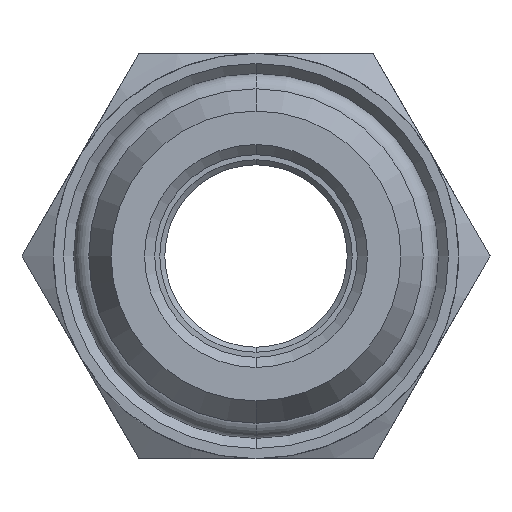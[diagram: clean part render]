
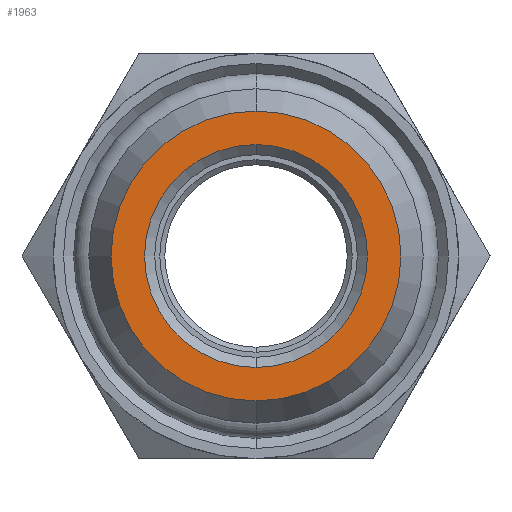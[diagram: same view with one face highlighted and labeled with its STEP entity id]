
A CAD part, front view. The second image highlights one B-rep face of the part: STEP entity #1963.
In plain terms, the highlighted planar face has unit normal (0, -1, 0).
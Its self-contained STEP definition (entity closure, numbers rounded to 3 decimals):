
#70=FACE_BOUND('',#1504,.F.);
#84=PLANE('',#4572);
#1417=FACE_OUTER_BOUND('',#1505,.F.);
#1504=EDGE_LOOP('',(#1659,#1660));
#1505=EDGE_LOOP('',(#1661,#1662));
#1659=ORIENTED_EDGE('',*,*,#2584,.T.);
#1660=ORIENTED_EDGE('',*,*,#2583,.T.);
#1661=ORIENTED_EDGE('',*,*,#2582,.F.);
#1662=ORIENTED_EDGE('',*,*,#2581,.F.);
#1963=ADVANCED_FACE('',(#70,#1417),#84,.T.);
#2107=CIRCLE('',#4568,7.15);
#2108=CIRCLE('',#4569,7.15);
#2109=CIRCLE('',#4570,5.5);
#2110=CIRCLE('',#4571,5.5);
#2581=EDGE_CURVE('',#2954,#2953,#2107,.T.);
#2582=EDGE_CURVE('',#2953,#2954,#2108,.T.);
#2583=EDGE_CURVE('',#2952,#2951,#2109,.T.);
#2584=EDGE_CURVE('',#2951,#2952,#2110,.T.);
#2951=VERTEX_POINT('',#6385);
#2952=VERTEX_POINT('',#6386);
#2953=VERTEX_POINT('',#6387);
#2954=VERTEX_POINT('',#6388);
#4568=AXIS2_PLACEMENT_3D('',#6389,#5269,#5270);
#4569=AXIS2_PLACEMENT_3D('',#6390,#5271,#5272);
#4570=AXIS2_PLACEMENT_3D('',#6391,#5273,#5274);
#4571=AXIS2_PLACEMENT_3D('',#6392,#5275,#5276);
#4572=AXIS2_PLACEMENT_3D('',#6393,#5277,#5278);
#5269=DIRECTION('',(0.,-1.,0.));
#5270=DIRECTION('',(0.,0.,1.));
#5271=DIRECTION('',(0.,-1.,0.));
#5272=DIRECTION('',(0.,0.,-1.));
#5273=DIRECTION('',(0.,-1.,0.));
#5274=DIRECTION('',(0.,0.,1.));
#5275=DIRECTION('',(0.,-1.,0.));
#5276=DIRECTION('',(0.,0.,-1.));
#5277=DIRECTION('',(0.,-1.,0.));
#5278=DIRECTION('',(0.,0.,-1.));
#6385=CARTESIAN_POINT('',(0.,-11.6,-5.5));
#6386=CARTESIAN_POINT('',(0.,-11.6,5.5));
#6387=CARTESIAN_POINT('',(0.,-11.6,-7.15));
#6388=CARTESIAN_POINT('',(0.,-11.6,7.15));
#6389=CARTESIAN_POINT('',(0.,-11.6,0.));
#6390=CARTESIAN_POINT('',(0.,-11.6,0.));
#6391=CARTESIAN_POINT('',(0.,-11.6,0.));
#6392=CARTESIAN_POINT('',(0.,-11.6,0.));
#6393=CARTESIAN_POINT('',(-7.826,-11.6,7.865));
